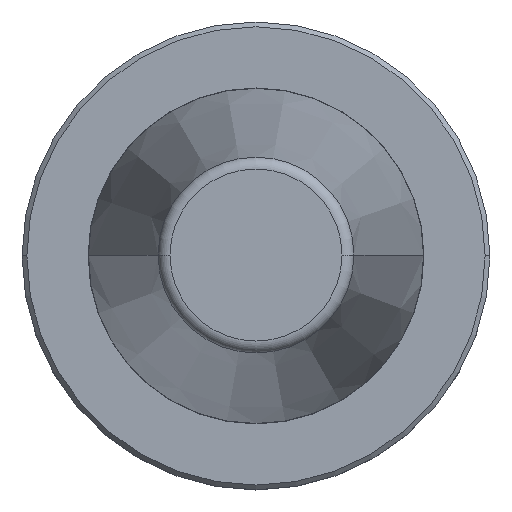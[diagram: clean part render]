
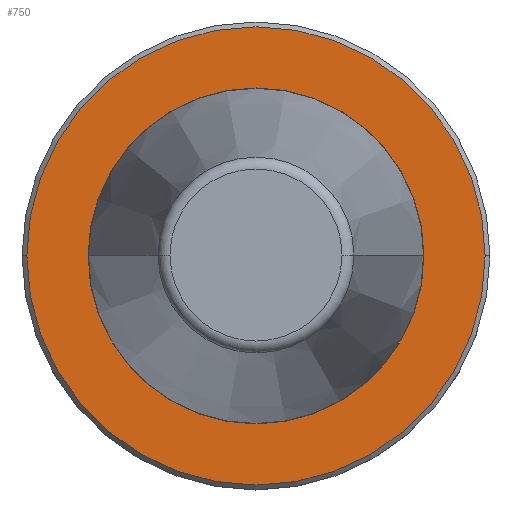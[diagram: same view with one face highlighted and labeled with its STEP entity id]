
A CAD part, top view. The second image highlights one B-rep face of the part: STEP entity #750.
In plain terms, the highlighted planar face has unit normal (0, 0, 1).
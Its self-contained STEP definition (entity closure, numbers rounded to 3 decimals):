
#9 = DIRECTION ( 'NONE',  ( 1., 0., 0. ) ) ;
#14 = FACE_OUTER_BOUND ( 'NONE', #187, .T. ) ;
#17 = AXIS2_PLACEMENT_3D ( 'NONE', #205, #760, #288 ) ;
#23 = EDGE_CURVE ( 'NONE', #670, #198, #657, .T. ) ;
#36 = CARTESIAN_POINT ( 'NONE',  ( 0., 0., -3.2 ) ) ;
#39 = ORIENTED_EDGE ( 'NONE', *, *, #23, .F. ) ;
#102 = CARTESIAN_POINT ( 'NONE',  ( -47.75, 0., -3.2 ) ) ;
#109 = ORIENTED_EDGE ( 'NONE', *, *, #388, .T. ) ;
#158 = CARTESIAN_POINT ( 'NONE',  ( 0., 47.75, -3.2 ) ) ;
#175 = CARTESIAN_POINT ( 'NONE',  ( 47.75, 0., -3.2 ) ) ;
#187 = EDGE_LOOP ( 'NONE', ( #109, #352 ) ) ;
#198 = VERTEX_POINT ( 'NONE', #909 ) ;
#205 = CARTESIAN_POINT ( 'NONE',  ( 0., 0., -3.2 ) ) ;
#235 = AXIS2_PLACEMENT_3D ( 'NONE', #158, #619, #536 ) ;
#243 = DIRECTION ( 'NONE',  ( 1., 0., 0. ) ) ;
#251 = CIRCLE ( 'NONE', #955, 35. ) ;
#259 = ORIENTED_EDGE ( 'NONE', *, *, #726, .F. ) ;
#288 = DIRECTION ( 'NONE',  ( 1., 0., 0. ) ) ;
#306 = PLANE ( 'NONE',  #235 ) ;
#314 = CIRCLE ( 'NONE', #373, 47.75 ) ;
#352 = ORIENTED_EDGE ( 'NONE', *, *, #545, .T. ) ;
#354 = DIRECTION ( 'NONE',  ( 0., 0., 1. ) ) ;
#373 = AXIS2_PLACEMENT_3D ( 'NONE', #627, #797, #243 ) ;
#388 = EDGE_CURVE ( 'NONE', #900, #437, #314, .T. ) ;
#437 = VERTEX_POINT ( 'NONE', #175 ) ;
#476 = AXIS2_PLACEMENT_3D ( 'NONE', #36, #354, #829 ) ;
#526 = DIRECTION ( 'NONE',  ( 0., 0., 1. ) ) ;
#533 = CARTESIAN_POINT ( 'NONE',  ( 35., 0., -3.2 ) ) ;
#536 = DIRECTION ( 'NONE',  ( -1., 0., 0. ) ) ;
#545 = EDGE_CURVE ( 'NONE', #437, #900, #600, .T. ) ;
#600 = CIRCLE ( 'NONE', #476, 47.75 ) ;
#619 = DIRECTION ( 'NONE',  ( 0., 0., -1. ) ) ;
#627 = CARTESIAN_POINT ( 'NONE',  ( 0., 0., -3.2 ) ) ;
#657 = CIRCLE ( 'NONE', #17, 35. ) ;
#670 = VERTEX_POINT ( 'NONE', #533 ) ;
#726 = EDGE_CURVE ( 'NONE', #198, #670, #251, .T. ) ;
#741 = EDGE_LOOP ( 'NONE', ( #39, #259 ) ) ;
#750 = ADVANCED_FACE ( 'NONE', ( #835, #14 ), #306, .F. ) ;
#760 = DIRECTION ( 'NONE',  ( 0., 0., 1. ) ) ;
#797 = DIRECTION ( 'NONE',  ( 0., 0., 1. ) ) ;
#829 = DIRECTION ( 'NONE',  ( 1., 0., 0. ) ) ;
#835 = FACE_BOUND ( 'NONE', #741, .T. ) ;
#860 = CARTESIAN_POINT ( 'NONE',  ( 0., 0., -3.2 ) ) ;
#900 = VERTEX_POINT ( 'NONE', #102 ) ;
#909 = CARTESIAN_POINT ( 'NONE',  ( -35., 0., -3.2 ) ) ;
#955 = AXIS2_PLACEMENT_3D ( 'NONE', #860, #526, #9 ) ;
